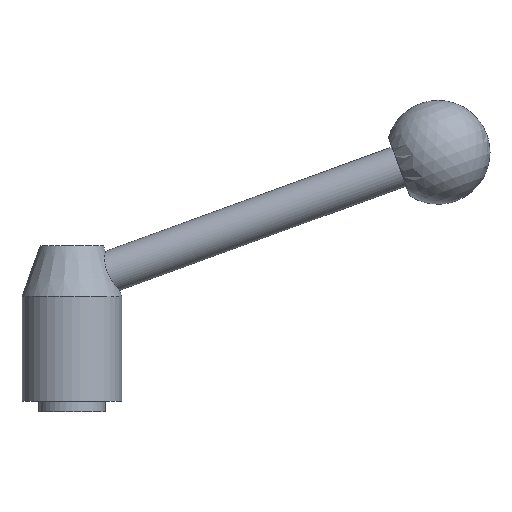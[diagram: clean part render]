
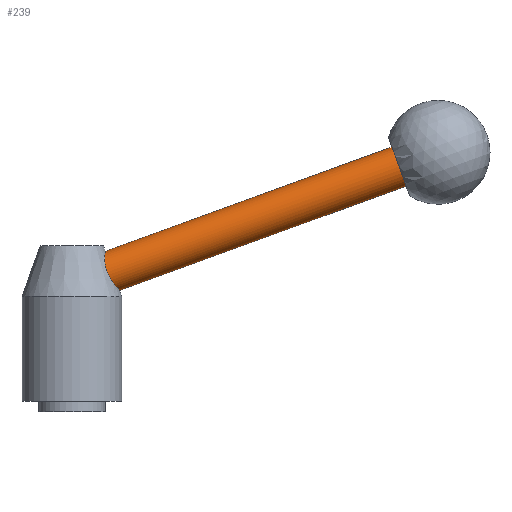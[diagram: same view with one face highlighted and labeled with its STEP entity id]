
A CAD part, front view. The second image highlights one B-rep face of the part: STEP entity #239.
In plain terms, the highlighted cylindrical face has radius 5 mm (diameter 10 mm), a partial arc.
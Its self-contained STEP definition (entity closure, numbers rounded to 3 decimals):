
#239=ADVANCED_FACE('',(#493),#494,.T.);
#243=VERTEX_POINT('',#498);
#247=EDGE_CURVE('',#329,#321,#502,.T.);
#249=EDGE_CURVE('',#243,#295,#504,.T.);
#271=VERTEX_POINT('',#528);
#281=EDGE_CURVE('',#295,#271,#539,.T.);
#295=VERTEX_POINT('',#553);
#303=EDGE_CURVE('',#243,#321,#561,.T.);
#321=VERTEX_POINT('',#580);
#323=EDGE_CURVE('',#329,#271,#582,.T.);
#329=VERTEX_POINT('',#588);
#493=FACE_OUTER_BOUND('',#810,.T.);
#494=CYLINDRICAL_SURFACE('',#811,5.);
#498=CARTESIAN_POINT('',(11.487,0.,29.194));
#502=CIRCLE('',#822,5.);
#504=B_SPLINE_CURVE_WITH_KNOTS('',3,(#825,#826,#827,#828,#829,#830,#831,#832,#833,#834,#835,#836,#837,#838,#839,#840,#841,#842),.UNSPECIFIED.,.F.,.F.,(4,2,2,2,2,2,2,2,4),(22.168,23.237,24.306,25.375,26.445,27.516,28.587,29.658,30.73),.UNSPECIFIED.);
#528=CARTESIAN_POINT('',(8.067,0.,38.59));
#539=B_SPLINE_CURVE_WITH_KNOTS('',3,(#886,#887,#888,#889,#890,#891,#892,#893,#894,#895,#896,#897,#898,#899,#900,#901,#902,#903),.UNSPECIFIED.,.F.,.F.,(4,2,2,2,2,2,2,2,4),(0.0,0.855,1.71,2.565,3.42,4.266,5.111,5.957,6.803),.UNSPECIFIED.);
#553=CARTESIAN_POINT('',(8.284,-4.923,34.279));
#561=LINE('',#937,#938);
#580=CARTESIAN_POINT('',(80.554,0.,54.332));
#582=LINE('',#963,#964);
#588=CARTESIAN_POINT('',(77.134,0.0,63.729));
#810=EDGE_LOOP('',(#1184,#1185,#1186,#1187,#1188));
#811=AXIS2_PLACEMENT_3D('',#1189,#1190,#1191);
#822=AXIS2_PLACEMENT_3D('',#1193,#1194,#1195);
#825=CARTESIAN_POINT('',(11.487,0.,29.194));
#826=CARTESIAN_POINT('',(11.487,-0.356,29.194));
#827=CARTESIAN_POINT('',(11.459,-0.722,29.224));
#828=CARTESIAN_POINT('',(11.344,-1.441,29.352));
#829=CARTESIAN_POINT('',(11.257,-1.794,29.449));
#830=CARTESIAN_POINT('',(11.036,-2.463,29.703));
#831=CARTESIAN_POINT('',(10.9,-2.778,29.86));
#832=CARTESIAN_POINT('',(10.599,-3.352,30.224));
#833=CARTESIAN_POINT('',(10.433,-3.61,30.431));
#834=CARTESIAN_POINT('',(10.095,-4.055,30.873));
#835=CARTESIAN_POINT('',(9.911,-4.257,31.124));
#836=CARTESIAN_POINT('',(9.538,-4.595,31.672));
#837=CARTESIAN_POINT('',(9.349,-4.731,31.97));
#838=CARTESIAN_POINT('',(8.99,-4.923,32.597));
#839=CARTESIAN_POINT('',(8.819,-4.98,32.928));
#840=CARTESIAN_POINT('',(8.519,-5.011,33.601));
#841=CARTESIAN_POINT('',(8.388,-4.985,33.944));
#842=CARTESIAN_POINT('',(8.284,-4.923,34.279));
#886=CARTESIAN_POINT('',(8.284,-4.923,34.279));
#887=CARTESIAN_POINT('',(8.2,-4.873,34.547));
#888=CARTESIAN_POINT('',(8.128,-4.797,34.823));
#889=CARTESIAN_POINT('',(8.014,-4.594,35.374));
#890=CARTESIAN_POINT('',(7.973,-4.466,35.648));
#891=CARTESIAN_POINT('',(7.918,-4.167,36.174));
#892=CARTESIAN_POINT('',(7.904,-3.994,36.426));
#893=CARTESIAN_POINT('',(7.897,-3.617,36.894));
#894=CARTESIAN_POINT('',(7.903,-3.413,37.11));
#895=CARTESIAN_POINT('',(7.923,-2.993,37.49));
#896=CARTESIAN_POINT('',(7.939,-2.761,37.67));
#897=CARTESIAN_POINT('',(7.974,-2.262,37.991));
#898=CARTESIAN_POINT('',(7.993,-1.995,38.132));
#899=CARTESIAN_POINT('',(8.027,-1.44,38.36));
#900=CARTESIAN_POINT('',(8.042,-1.152,38.448));
#901=CARTESIAN_POINT('',(8.062,-0.573,38.563));
#902=CARTESIAN_POINT('',(8.067,-0.282,38.59));
#903=CARTESIAN_POINT('',(8.067,0.,38.59));
#937=CARTESIAN_POINT('',(41.322,0.,40.053));
#938=VECTOR('',#1247,1.0);
#963=CARTESIAN_POINT('',(37.902,0.,49.45));
#964=VECTOR('',#1264,1.0);
#1184=ORIENTED_EDGE('',*,*,#323,.T.);
#1185=ORIENTED_EDGE('',*,*,#281,.F.);
#1186=ORIENTED_EDGE('',*,*,#249,.F.);
#1187=ORIENTED_EDGE('',*,*,#303,.T.);
#1188=ORIENTED_EDGE('',*,*,#247,.F.);
#1189=CARTESIAN_POINT('',(39.612,0.0,44.751));
#1190=DIRECTION('',(0.94,-0.0,0.342));
#1191=DIRECTION('',(-0.342,0.0,0.94));
#1193=CARTESIAN_POINT('',(78.844,0.0,59.03));
#1194=DIRECTION('',(0.94,0.0,0.342));
#1195=DIRECTION('',(-0.342,0.0,0.94));
#1247=DIRECTION('',(0.94,-0.0,0.342));
#1264=DIRECTION('',(-0.94,0.0,-0.342));
